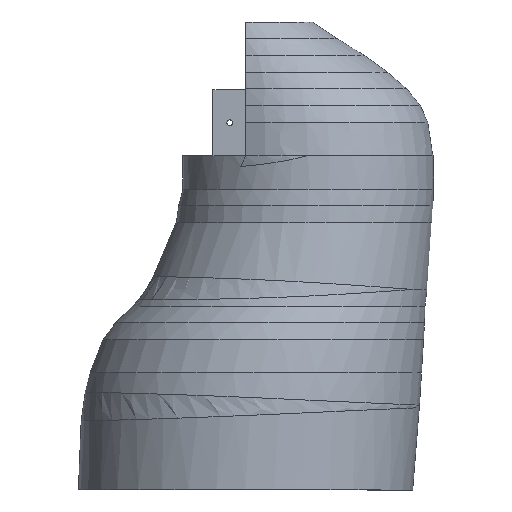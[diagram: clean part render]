
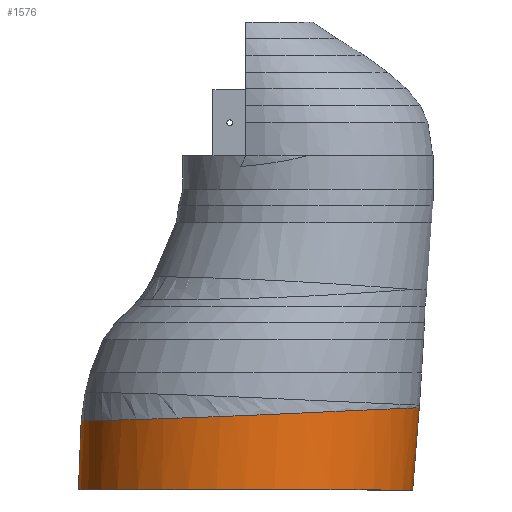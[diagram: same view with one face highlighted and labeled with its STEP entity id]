
A CAD part, front view. The second image highlights one B-rep face of the part: STEP entity #1576.
In plain terms, the highlighted free-form (B-spline) face has degree [1, 2] with [2, 9] control points.
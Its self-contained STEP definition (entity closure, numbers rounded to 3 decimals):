
#27=(
BOUNDED_SURFACE()
B_SPLINE_SURFACE(1,2,((#7613,#7614,#7615,#7616,#7617,#7618,#7619,#7620,
#7621),(#7622,#7623,#7624,#7625,#7626,#7627,#7628,#7629,#7630)),
 .UNSPECIFIED.,.F.,.T.,.F.)
B_SPLINE_SURFACE_WITH_KNOTS((2,2),(3,2,2,2,3),(-0.052,0.556),
(-3.142,-1.571,0.,1.571,3.142),
 .UNSPECIFIED.)
GEOMETRIC_REPRESENTATION_ITEM()
RATIONAL_B_SPLINE_SURFACE(((1.,0.707,1.,0.707,1.,
0.707,1.,0.707,1.),(1.,0.707,1.,0.707,
1.,0.707,1.,0.707,1.)))
REPRESENTATION_ITEM('')
SURFACE()
);
#199=B_SPLINE_CURVE_WITH_KNOTS('',3,(#7561,#7562,#7563,#7564,#7565,#7566,
#7567,#7568,#7569,#7570,#7571,#7572,#7573,#7574,#7575,#7576,#7577,#7578,
#7579,#7580,#7581,#7582),.UNSPECIFIED.,.F.,.F.,(4,1,1,1,1,1,1,1,1,1,1,1,
1,1,1,1,1,1,1,4),(-6.283,-6.059,-5.834,
-5.61,-5.386,-5.086,-4.787,
-4.488,-4.189,-3.89,-3.59,
-3.291,-3.142,-2.992,-2.842,
-2.693,-2.394,-2.094,-1.795,
-1.609),.UNSPECIFIED.);
#200=B_SPLINE_CURVE_WITH_KNOTS('',3,(#7583,#7584,#7585,#7586,#7587,#7588,
#7589,#7590,#7591,#7592),.UNSPECIFIED.,.F.,.F.,(4,1,1,1,1,1,1,4),(-1.609,
-1.496,-1.197,-0.898,-0.673,
-0.449,-0.224,0.),.UNSPECIFIED.);
#202=B_SPLINE_CURVE_WITH_KNOTS('',1,(#7633,#7634),.UNSPECIFIED.,.F.,.F.,
(2,2),(-0.496,-0.053),.UNSPECIFIED.);
#315=FACE_OUTER_BOUND('',#404,.T.);
#404=EDGE_LOOP('',(#1481,#1482,#1483,#1484,#1485));
#579=CIRCLE('',#1687,100.);
#742=VERTEX_POINT('',#7524);
#745=VERTEX_POINT('',#7560);
#746=VERTEX_POINT('',#7631);
#989=EDGE_CURVE('',#742,#745,#199,.T.);
#990=EDGE_CURVE('',#745,#742,#200,.T.);
#992=EDGE_CURVE('',#746,#746,#579,.T.);
#993=EDGE_CURVE('',#746,#745,#202,.T.);
#1481=ORIENTED_EDGE('',*,*,#992,.T.);
#1482=ORIENTED_EDGE('',*,*,#993,.T.);
#1483=ORIENTED_EDGE('',*,*,#989,.F.);
#1484=ORIENTED_EDGE('',*,*,#990,.F.);
#1485=ORIENTED_EDGE('',*,*,#993,.F.);
#1576=ADVANCED_FACE('',(#315),#27,.F.);
#1687=AXIS2_PLACEMENT_3D('',#7632,#1938,#1939);
#1938=DIRECTION('center_axis',(0.,0.,1.));
#1939=DIRECTION('ref_axis',(1.,0.,0.));
#7524=CARTESIAN_POINT('',(103.938,0.,49.219));
#7560=CARTESIAN_POINT('',(2.56,-100.894,44.676));
#7561=CARTESIAN_POINT('Ctrl Pts',(103.938,0.,
49.219));
#7562=CARTESIAN_POINT('Ctrl Pts',(103.938,8.653,49.219));
#7563=CARTESIAN_POINT('Ctrl Pts',(101.659,25.949,49.126));
#7564=CARTESIAN_POINT('Ctrl Pts',(92.24,49.113,48.731));
#7565=CARTESIAN_POINT('Ctrl Pts',(78.594,68.046,48.136));
#7566=CARTESIAN_POINT('Ctrl Pts',(60.461,84.1,47.315));
#7567=CARTESIAN_POINT('Ctrl Pts',(38.265,95.711,46.281));
#7568=CARTESIAN_POINT('Ctrl Pts',(12.567,101.542,45.1));
#7569=CARTESIAN_POINT('Ctrl Pts',(-13.936,100.704,43.967));
#7570=CARTESIAN_POINT('Ctrl Pts',(-40.485,92.678,42.963));
#7571=CARTESIAN_POINT('Ctrl Pts',(-65.554,76.502,42.151));
#7572=CARTESIAN_POINT('Ctrl Pts',(-86.425,51.447,41.575));
#7573=CARTESIAN_POINT('Ctrl Pts',(-96.763,23.844,41.324));
#7574=CARTESIAN_POINT('Ctrl Pts',(-98.877,-0.004,
41.273));
#7575=CARTESIAN_POINT('Ctrl Pts',(-97.286,-17.869,41.311));
#7576=CARTESIAN_POINT('Ctrl Pts',(-92.641,-34.9,41.424));
#7577=CARTESIAN_POINT('Ctrl Pts',(-82.936,-55.6,41.671));
#7578=CARTESIAN_POINT('Ctrl Pts',(-65.56,-76.511,42.151));
#7579=CARTESIAN_POINT('Ctrl Pts',(-40.484,-92.674,42.963));
#7580=CARTESIAN_POINT('Ctrl Pts',(-17.267,-99.698,43.841));
#7581=CARTESIAN_POINT('Ctrl Pts',(-2.918,-100.884,44.441));
#7582=CARTESIAN_POINT('Ctrl Pts',(2.56,-100.894,44.676));
#7583=CARTESIAN_POINT('Ctrl Pts',(2.56,-100.894,44.676));
#7584=CARTESIAN_POINT('Ctrl Pts',(5.865,-100.901,44.819));
#7585=CARTESIAN_POINT('Ctrl Pts',(17.907,-100.331,45.345));
#7586=CARTESIAN_POINT('Ctrl Pts',(38.262,-95.711,46.281));
#7587=CARTESIAN_POINT('Ctrl Pts',(60.462,-84.101,47.315));
#7588=CARTESIAN_POINT('Ctrl Pts',(78.592,-68.047,48.136));
#7589=CARTESIAN_POINT('Ctrl Pts',(92.24,-49.114,48.731));
#7590=CARTESIAN_POINT('Ctrl Pts',(101.659,-25.95,49.126));
#7591=CARTESIAN_POINT('Ctrl Pts',(103.938,-8.653,49.219));
#7592=CARTESIAN_POINT('Ctrl Pts',(103.938,0.,
49.219));
#7613=CARTESIAN_POINT('Ctrl Pts',(3.195,-101.105,55.261));
#7614=CARTESIAN_POINT('Ctrl Pts',(-97.548,-101.105,61.303));
#7615=CARTESIAN_POINT('Ctrl Pts',(-97.548,0.,
61.303));
#7616=CARTESIAN_POINT('Ctrl Pts',(-97.548,101.105,61.303));
#7617=CARTESIAN_POINT('Ctrl Pts',(3.195,101.105,55.261));
#7618=CARTESIAN_POINT('Ctrl Pts',(103.938,101.105,49.219));
#7619=CARTESIAN_POINT('Ctrl Pts',(103.938,0.,
49.219));
#7620=CARTESIAN_POINT('Ctrl Pts',(103.938,-101.105,49.219));
#7621=CARTESIAN_POINT('Ctrl Pts',(3.195,-101.105,55.261));
#7622=CARTESIAN_POINT('Ctrl Pts',(-0.48,-99.88,-6.003));
#7623=CARTESIAN_POINT('Ctrl Pts',(-100.001,-99.88,-0.034));
#7624=CARTESIAN_POINT('Ctrl Pts',(-100.001,0.,
-0.034));
#7625=CARTESIAN_POINT('Ctrl Pts',(-100.001,99.88,-0.034));
#7626=CARTESIAN_POINT('Ctrl Pts',(-0.48,99.88,-6.003));
#7627=CARTESIAN_POINT('Ctrl Pts',(99.042,99.88,-11.972));
#7628=CARTESIAN_POINT('Ctrl Pts',(99.042,0.,
-11.972));
#7629=CARTESIAN_POINT('Ctrl Pts',(99.042,-99.88,-11.972));
#7630=CARTESIAN_POINT('Ctrl Pts',(-0.48,-99.88,-6.003));
#7631=CARTESIAN_POINT('',(-0.12,-100.,0.));
#7632=CARTESIAN_POINT('Origin',(0.,0.,0.));
#7633=CARTESIAN_POINT('Ctrl Pts',(-0.12,-100.,
0.));
#7634=CARTESIAN_POINT('Ctrl Pts',(2.56,-100.893,44.677));
